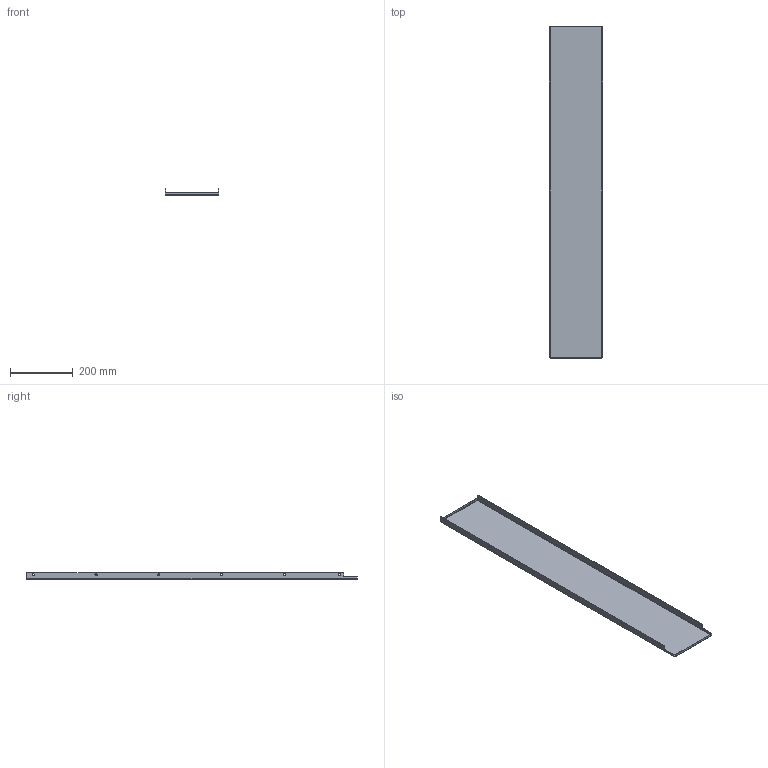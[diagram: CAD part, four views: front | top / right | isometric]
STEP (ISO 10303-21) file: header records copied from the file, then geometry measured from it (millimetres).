
FILE_DESCRIPTION (( 'STEP AP214' ), '1' );
FILE_NAME ('Ïåðåãîðîäêà ïåðåäíÿÿ 2200.STEP', '2022-04-04T08:44:51', ( '' ), ( '' ), 'SwSTEP 2.0', 'SolidWorks 2017', '' );
FILE_SCHEMA (( 'AUTOMOTIVE_DESIGN' ));
Length unit declared in the file: millimetre
Products named in the file (1): Ïåðåãîðîäêà ïåðåäíÿÿ 2200
Bounding box: 169 x 1057 x 22 mm (x, y, z)
Volume: 178019 mm3; surface area: 447296 mm2
Topology: 1 solids, 1 shells, 76 faces, 190 edges, 116 vertices
Faces by surface type: cylinder 38, plane 38
Entity records: 2336 total; most frequent: DIRECTION 420, CARTESIAN_POINT 383, ORIENTED_EDGE 380, EDGE_CURVE 190, AXIS2_PLACEMENT_3D 153, VERTEX_POINT 116, LINE 114, VECTOR 114
